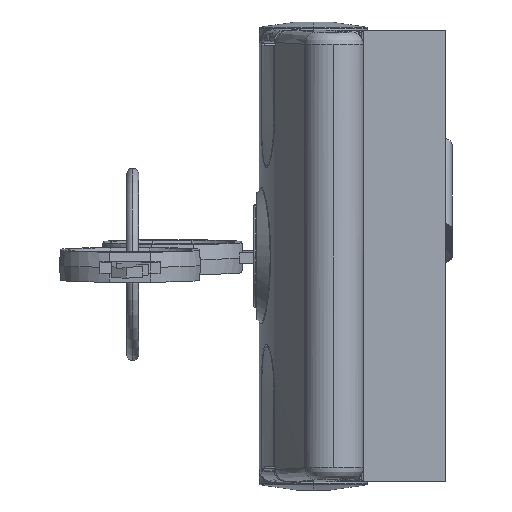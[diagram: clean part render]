
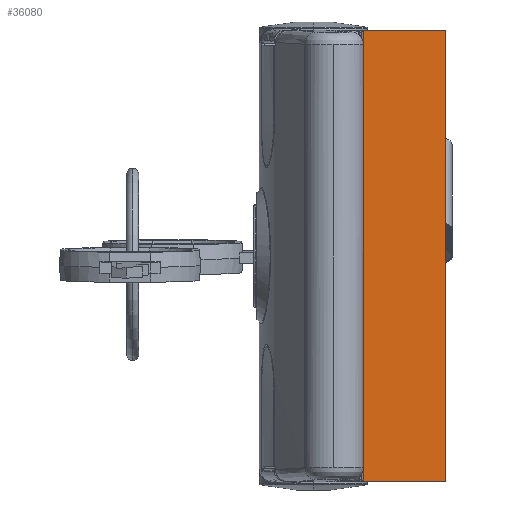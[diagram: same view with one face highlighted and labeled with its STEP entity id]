
A CAD part, left-side view. The second image highlights one B-rep face of the part: STEP entity #36080.
In plain terms, the highlighted face is planar.
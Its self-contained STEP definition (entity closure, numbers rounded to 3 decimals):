
#978 = EDGE_CURVE ( 'NONE', #29020, #62985, #21240, .T. ) ;
#3460 = CARTESIAN_POINT ( 'NONE',  ( 37.5, 13.7, -18.25 ) ) ;
#4082 = ORIENTED_EDGE ( 'NONE', *, *, #978, .T. ) ;
#4900 = LINE ( 'NONE', #77515, #47019 ) ;
#5313 = DIRECTION ( 'NONE',  ( 0., 0., 1. ) ) ;
#14017 = VERTEX_POINT ( 'NONE', #89451 ) ;
#14233 = AXIS2_PLACEMENT_3D ( 'NONE', #55716, #5313, #64187 ) ;
#15344 = ORIENTED_EDGE ( 'NONE', *, *, #20202, .T. ) ;
#18614 = VECTOR ( 'NONE', #104021, 1000. ) ;
#18898 = CARTESIAN_POINT ( 'NONE',  ( -37.5, 32., -18.25 ) ) ;
#20202 = EDGE_CURVE ( 'NONE', #20815, #96777, #4900, .T. ) ;
#20472 = DIRECTION ( 'NONE',  ( 0., -1., 0. ) ) ;
#20815 = VERTEX_POINT ( 'NONE', #88732 ) ;
#21240 = LINE ( 'NONE', #62055, #18614 ) ;
#21962 = VERTEX_POINT ( 'NONE', #3460 ) ;
#22903 = EDGE_CURVE ( 'NONE', #14017, #78646, #61074, .T. ) ;
#23093 = LINE ( 'NONE', #18898, #85022 ) ;
#27571 = VECTOR ( 'NONE', #81748, 1000. ) ;
#29020 = VERTEX_POINT ( 'NONE', #79206 ) ;
#30211 = LINE ( 'NONE', #64448, #27571 ) ;
#30423 = CARTESIAN_POINT ( 'NONE',  ( 31.5, 21.4, -18.25 ) ) ;
#31480 = LINE ( 'NONE', #88897, #51240 ) ;
#33779 = CARTESIAN_POINT ( 'NONE',  ( 31.2, 13.7, -18.25 ) ) ;
#33967 = ORIENTED_EDGE ( 'NONE', *, *, #85597, .F. ) ;
#34366 = CARTESIAN_POINT ( 'NONE',  ( -37.5, 13.7, -18.25 ) ) ;
#36040 = VECTOR ( 'NONE', #45877, 1000. ) ;
#36080 = ADVANCED_FACE ( 'NONE', ( #49243 ), #47263, .F. ) ;
#37897 = LINE ( 'NONE', #30423, #55038 ) ;
#45877 = DIRECTION ( 'NONE',  ( 0., -1., 0. ) ) ;
#46372 = ORIENTED_EDGE ( 'NONE', *, *, #84684, .T. ) ;
#46727 = EDGE_CURVE ( 'NONE', #79190, #29020, #30211, .T. ) ;
#47019 = VECTOR ( 'NONE', #85960, 1000. ) ;
#47263 = PLANE ( 'NONE',  #14233 ) ;
#49243 = FACE_OUTER_BOUND ( 'NONE', #77508, .T. ) ;
#49579 = CARTESIAN_POINT ( 'NONE',  ( -37.5, 0., -18.25 ) ) ;
#51240 = VECTOR ( 'NONE', #106168, 1000. ) ;
#55038 = VECTOR ( 'NONE', #55868, 1000. ) ;
#55716 = CARTESIAN_POINT ( 'NONE',  ( -37.5, 32., -18.25 ) ) ;
#55763 = CARTESIAN_POINT ( 'NONE',  ( 37.5, 32., -18.25 ) ) ;
#55868 = DIRECTION ( 'NONE',  ( 1., 0., 0. ) ) ;
#57222 = ORIENTED_EDGE ( 'NONE', *, *, #64192, .T. ) ;
#61074 = LINE ( 'NONE', #96327, #36040 ) ;
#61453 = VECTOR ( 'NONE', #64240, 1000. ) ;
#62055 = CARTESIAN_POINT ( 'NONE',  ( -31.2, 32., -18.25 ) ) ;
#62985 = VERTEX_POINT ( 'NONE', #84756 ) ;
#64187 = DIRECTION ( 'NONE',  ( 1., 0., 0. ) ) ;
#64192 = EDGE_CURVE ( 'NONE', #78646, #21962, #31480, .T. ) ;
#64240 = DIRECTION ( 'NONE',  ( 0., -1., 0. ) ) ;
#64448 = CARTESIAN_POINT ( 'NONE',  ( -31.5, 13.7, -18.25 ) ) ;
#71548 = ORIENTED_EDGE ( 'NONE', *, *, #46727, .T. ) ;
#77508 = EDGE_LOOP ( 'NONE', ( #33967, #71548, #4082, #88842, #100917, #57222, #46372, #15344 ) ) ;
#77515 = CARTESIAN_POINT ( 'NONE',  ( -37.5, 0., -18.25 ) ) ;
#78646 = VERTEX_POINT ( 'NONE', #33779 ) ;
#79190 = VERTEX_POINT ( 'NONE', #34366 ) ;
#79206 = CARTESIAN_POINT ( 'NONE',  ( -31.2, 13.7, -18.25 ) ) ;
#81748 = DIRECTION ( 'NONE',  ( 1., 0., 0. ) ) ;
#83855 = LINE ( 'NONE', #55763, #61453 ) ;
#84684 = EDGE_CURVE ( 'NONE', #21962, #20815, #83855, .T. ) ;
#84756 = CARTESIAN_POINT ( 'NONE',  ( -31.2, 21.4, -18.25 ) ) ;
#85022 = VECTOR ( 'NONE', #20472, 1000. ) ;
#85597 = EDGE_CURVE ( 'NONE', #79190, #96777, #23093, .T. ) ;
#85960 = DIRECTION ( 'NONE',  ( -1., 0., 0. ) ) ;
#88732 = CARTESIAN_POINT ( 'NONE',  ( 37.5, 0., -18.25 ) ) ;
#88842 = ORIENTED_EDGE ( 'NONE', *, *, #96602, .T. ) ;
#88897 = CARTESIAN_POINT ( 'NONE',  ( 37.5, 13.7, -18.25 ) ) ;
#89451 = CARTESIAN_POINT ( 'NONE',  ( 31.2, 21.4, -18.25 ) ) ;
#96327 = CARTESIAN_POINT ( 'NONE',  ( 31.2, 32., -18.25 ) ) ;
#96602 = EDGE_CURVE ( 'NONE', #62985, #14017, #37897, .T. ) ;
#96777 = VERTEX_POINT ( 'NONE', #49579 ) ;
#100917 = ORIENTED_EDGE ( 'NONE', *, *, #22903, .T. ) ;
#104021 = DIRECTION ( 'NONE',  ( 0., 1., 0. ) ) ;
#106168 = DIRECTION ( 'NONE',  ( 1., 0., 0. ) ) ;
